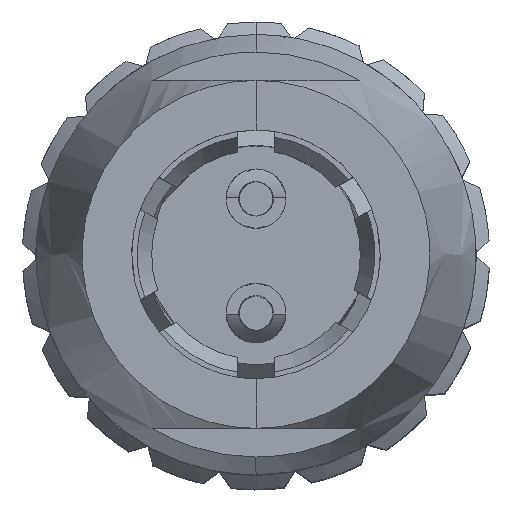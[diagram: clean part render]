
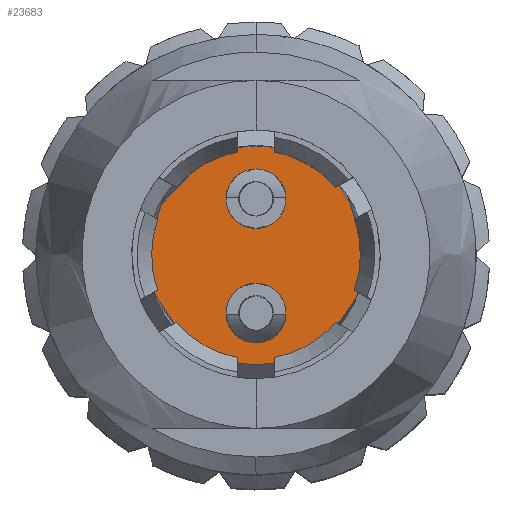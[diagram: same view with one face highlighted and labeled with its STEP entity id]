
A CAD part, top view. The second image highlights one B-rep face of the part: STEP entity #23683.
In plain terms, the highlighted free-form (B-spline) face has degree [1, 1] with [2, 2] control points.
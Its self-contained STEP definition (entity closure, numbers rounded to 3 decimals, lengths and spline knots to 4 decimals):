
#23599 = VERTEX_POINT('',#23600);
#23600 = CARTESIAN_POINT('',(0.,2.5393,
    18.9087));
#23605 = EDGE_CURVE('',#23606,#23599,#23608,.T.);
#23606 = VERTEX_POINT('',#23607);
#23607 = CARTESIAN_POINT('',(0.,-2.5393,18.9087));
#23608 = ( BOUNDED_CURVE() B_SPLINE_CURVE(2,(#23609,#23610,#23611,#23612
,#23613),.UNSPECIFIED.,.F.,.F.) B_SPLINE_CURVE_WITH_KNOTS((3,2,3),(0.,
3.6914,7.3827),.UNSPECIFIED.) CURVE() 
GEOMETRIC_REPRESENTATION_ITEM() RATIONAL_B_SPLINE_CURVE((1.,
0.707,1.,0.707,1.)) REPRESENTATION_ITEM('') );
#23609 = CARTESIAN_POINT('',(0.,-2.5393,18.9087));
#23610 = CARTESIAN_POINT('',(2.5393,-2.5393,
    18.9087));
#23611 = CARTESIAN_POINT('',(2.5393,0.,18.9087));
#23612 = CARTESIAN_POINT('',(2.5393,2.5393,
    18.9087));
#23613 = CARTESIAN_POINT('',(0.,2.5393,
    18.9087));
#23683 = ADVANCED_FACE('',(#23684),#23695,.T.);
#23684 = FACE_BOUND('',#23685,.T.);
#23685 = EDGE_LOOP('',(#23686,#23687));
#23686 = ORIENTED_EDGE('',*,*,#23605,.T.);
#23687 = ORIENTED_EDGE('',*,*,#23688,.T.);
#23688 = EDGE_CURVE('',#23599,#23606,#23689,.T.);
#23689 = ( BOUNDED_CURVE() B_SPLINE_CURVE(2,(#23690,#23691,#23692,#23693
,#23694),.UNSPECIFIED.,.F.,.F.) B_SPLINE_CURVE_WITH_KNOTS((3,2,3),(
7.3827,11.0741,14.7655),.UNSPECIFIED.) CURVE() 
GEOMETRIC_REPRESENTATION_ITEM() RATIONAL_B_SPLINE_CURVE((1.,
0.707,1.,0.707,1.)) REPRESENTATION_ITEM('') );
#23690 = CARTESIAN_POINT('',(0.,2.5393,
    18.9087));
#23691 = CARTESIAN_POINT('',(-2.5393,2.5393,
    18.9087));
#23692 = CARTESIAN_POINT('',(-2.5393,0.,
    18.9087));
#23693 = CARTESIAN_POINT('',(-2.5393,-2.5393,
    18.9087));
#23694 = CARTESIAN_POINT('',(0.,-2.5393,18.9087));
#23695 = B_SPLINE_SURFACE_WITH_KNOTS('',1,1,(
    (#23696,#23697)
    ,(#23698,#23699
    )),.UNSPECIFIED.,.F.,.F.,.F.,(2,2),(2,2),(0.5875,5.2875),(-5.2875,
    -0.5875),.PIECEWISE_BEZIER_KNOTS.);
#23696 = CARTESIAN_POINT('',(-2.5393,-2.5393,
    18.9087));
#23697 = CARTESIAN_POINT('',(-2.5393,2.5393,
    18.9087));
#23698 = CARTESIAN_POINT('',(2.5393,-2.5393,
    18.9087));
#23699 = CARTESIAN_POINT('',(2.5393,2.5393,
    18.9087));
